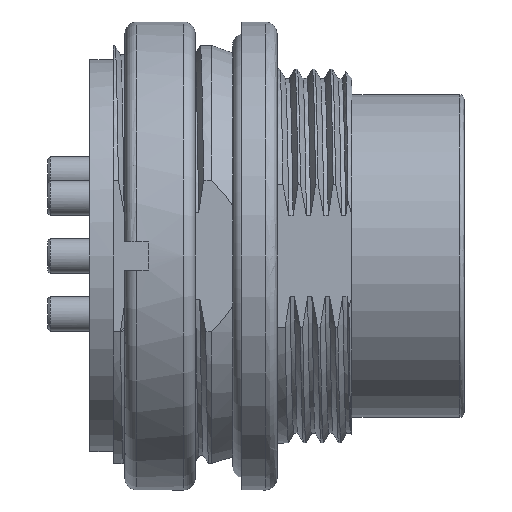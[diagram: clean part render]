
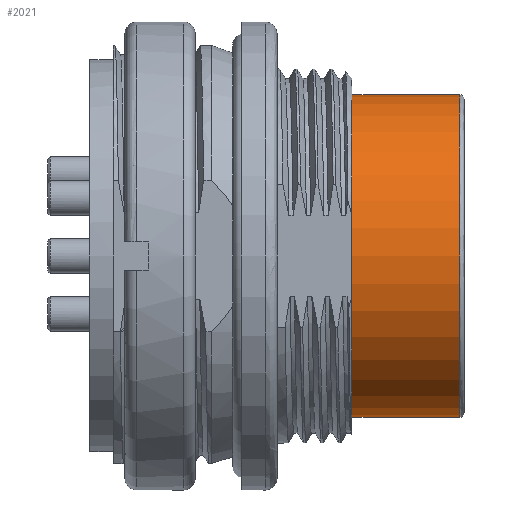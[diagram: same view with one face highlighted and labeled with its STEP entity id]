
A CAD part, front view. The second image highlights one B-rep face of the part: STEP entity #2021.
In plain terms, the highlighted cylindrical face has radius 6.9 mm (diameter 13.8 mm), a full revolution.
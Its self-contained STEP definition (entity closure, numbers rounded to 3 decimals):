
#1469=FACE_BOUND('',#2883,.T.);
#1470=FACE_BOUND('',#2884,.T.);
#2021=ADVANCED_FACE('',(#1469,#1470),#2308,.T.);
#2308=CYLINDRICAL_SURFACE('',#7934,6.9);
#2883=EDGE_LOOP('',(#4911));
#2884=EDGE_LOOP('',(#4912));
#4911=ORIENTED_EDGE('',*,*,#7124,.F.);
#4912=ORIENTED_EDGE('',*,*,#7126,.T.);
#6279=VERTEX_POINT('',#15286);
#6280=VERTEX_POINT('',#15290);
#7124=EDGE_CURVE('',#6279,#6279,#7533,.T.);
#7126=EDGE_CURVE('',#6280,#6280,#7535,.T.);
#7533=CIRCLE('',#7930,6.9);
#7535=CIRCLE('',#7933,6.9);
#7930=AXIS2_PLACEMENT_3D('',#15285,#9067,#9068);
#7933=AXIS2_PLACEMENT_3D('',#15289,#9073,#9074);
#7934=AXIS2_PLACEMENT_3D('',#15291,#9075,#9076);
#9067=DIRECTION('',(-1.,0.,0.));
#9068=DIRECTION('',(0.,-1.,0.));
#9073=DIRECTION('',(-1.,0.,0.));
#9074=DIRECTION('',(0.,-1.,0.));
#9075=DIRECTION('',(-1.,0.,0.));
#9076=DIRECTION('',(0.,-1.,0.));
#15285=CARTESIAN_POINT('',(11.2,0.,0.));
#15286=CARTESIAN_POINT('',(11.2,-6.9,0.));
#15289=CARTESIAN_POINT('',(15.8,0.,0.));
#15290=CARTESIAN_POINT('',(15.8,-6.9,0.));
#15291=CARTESIAN_POINT('',(16.,0.,0.));
